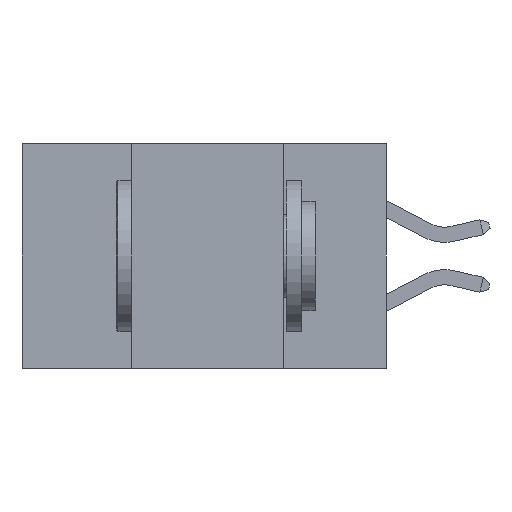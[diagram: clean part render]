
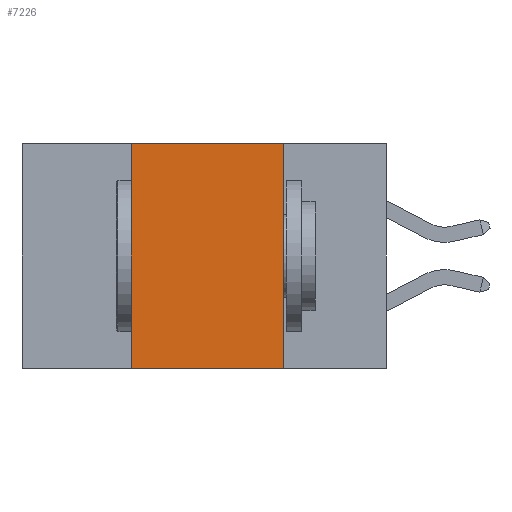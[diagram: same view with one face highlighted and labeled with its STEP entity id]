
A CAD part, left-side view. The second image highlights one B-rep face of the part: STEP entity #7226.
In plain terms, the highlighted planar face has unit normal (-1, 0, 0).
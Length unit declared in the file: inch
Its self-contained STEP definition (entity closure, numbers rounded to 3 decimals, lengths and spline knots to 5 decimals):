
#217 = LINE ( 'NONE', #17180, #1279 ) ;
#786 = FACE_OUTER_BOUND ( 'NONE', #2003, .T. ) ;
#859 = CARTESIAN_POINT ( 'NONE',  ( 0., 0.17, 0. ) ) ;
#964 = ORIENTED_EDGE ( 'NONE', *, *, #11446, .T. ) ;
#1103 = ORIENTED_EDGE ( 'NONE', *, *, #3232, .F. ) ;
#1279 = VECTOR ( 'NONE', #4472, 39.37008 ) ;
#1600 = ORIENTED_EDGE ( 'NONE', *, *, #9720, .F. ) ;
#2003 = EDGE_LOOP ( 'NONE', ( #1600, #1103, #5209, #964 ) ) ;
#2089 = VECTOR ( 'NONE', #5285, 39.37008 ) ;
#2113 = CARTESIAN_POINT ( 'NONE',  ( 0., 0.42, 0. ) ) ;
#2601 = CARTESIAN_POINT ( 'NONE',  ( 0., 0.6, 0. ) ) ;
#2784 = LINE ( 'NONE', #15770, #3390 ) ;
#3232 = EDGE_CURVE ( 'NONE', #5395, #17800, #12438, .T. ) ;
#3390 = VECTOR ( 'NONE', #12714, 39.37008 ) ;
#4472 = DIRECTION ( 'NONE',  ( 0., 0., -1. ) ) ;
#4585 = EDGE_CURVE ( 'NONE', #4976, #5395, #9654, .T. ) ;
#4976 = VERTEX_POINT ( 'NONE', #9081 ) ;
#5209 = ORIENTED_EDGE ( 'NONE', *, *, #4585, .F. ) ;
#5285 = DIRECTION ( 'NONE',  ( 0., 0., 1. ) ) ;
#5395 = VERTEX_POINT ( 'NONE', #2113 ) ;
#5624 = VERTEX_POINT ( 'NONE', #9332 ) ;
#6423 = PLANE ( 'NONE',  #9516 ) ;
#7226 = ADVANCED_FACE ( 'NONE', ( #786 ), #6423, .F. ) ;
#9081 = CARTESIAN_POINT ( 'NONE',  ( 0., 0.42, -0.37 ) ) ;
#9332 = CARTESIAN_POINT ( 'NONE',  ( 0., 0.17, -0.37 ) ) ;
#9371 = VECTOR ( 'NONE', #12341, 39.37008 ) ;
#9516 = AXIS2_PLACEMENT_3D ( 'NONE', #15903, #11743, #17559 ) ;
#9654 = LINE ( 'NONE', #13999, #2089 ) ;
#9720 = EDGE_CURVE ( 'NONE', #17800, #5624, #217, .T. ) ;
#11446 = EDGE_CURVE ( 'NONE', #4976, #5624, #2784, .T. ) ;
#11743 = DIRECTION ( 'NONE',  ( 1., 0., 0. ) ) ;
#12341 = DIRECTION ( 'NONE',  ( 0., -1., 0. ) ) ;
#12438 = LINE ( 'NONE', #2601, #9371 ) ;
#12714 = DIRECTION ( 'NONE',  ( 0., -1., 0. ) ) ;
#13999 = CARTESIAN_POINT ( 'NONE',  ( 0., 0.42, -0.37 ) ) ;
#15770 = CARTESIAN_POINT ( 'NONE',  ( 0., 0.6, -0.37 ) ) ;
#15903 = CARTESIAN_POINT ( 'NONE',  ( 0., 0.6, 0. ) ) ;
#17180 = CARTESIAN_POINT ( 'NONE',  ( 0., 0.17, -0.37 ) ) ;
#17559 = DIRECTION ( 'NONE',  ( 0., 0., -1. ) ) ;
#17800 = VERTEX_POINT ( 'NONE', #859 ) ;
